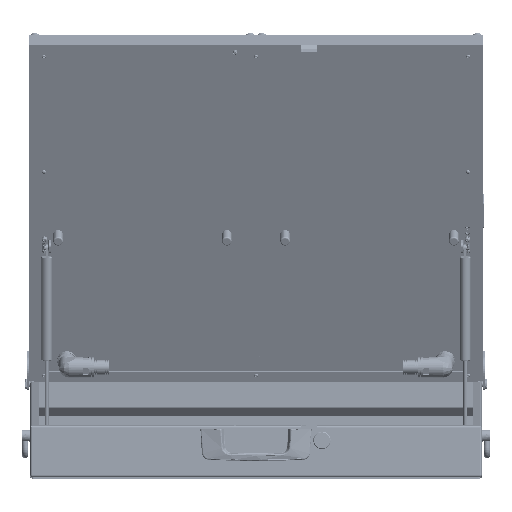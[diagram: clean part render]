
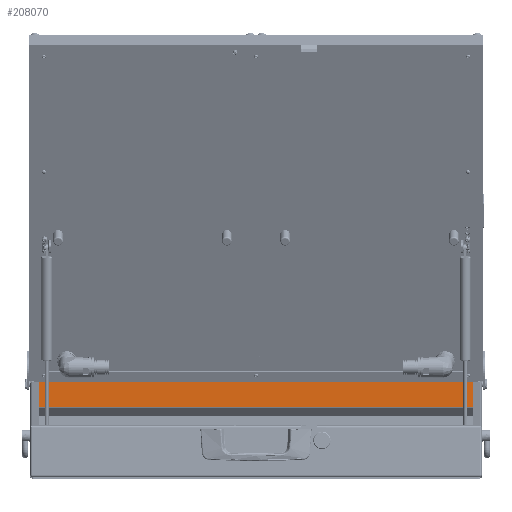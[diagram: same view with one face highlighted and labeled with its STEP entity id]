
A CAD part, top view. The second image highlights one B-rep face of the part: STEP entity #208070.
In plain terms, the highlighted planar face has unit normal (0, 0, 1).
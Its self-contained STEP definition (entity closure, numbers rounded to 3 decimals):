
#2118 = EDGE_CURVE ( 'NONE', #114303, #202463, #127558, .T. ) ;
#2233 = VECTOR ( 'NONE', #31700, 1000. ) ;
#9303 = CARTESIAN_POINT ( 'NONE',  ( -323., 138.404, -255. ) ) ;
#18038 = DIRECTION ( 'NONE',  ( 1., 0., 0. ) ) ;
#18423 = LINE ( 'NONE', #195159, #2233 ) ;
#19048 = AXIS2_PLACEMENT_3D ( 'NONE', #43797, #97466, #24715 ) ;
#19223 = LINE ( 'NONE', #112259, #192582 ) ;
#22191 = DIRECTION ( 'NONE',  ( 0., -1., 0. ) ) ;
#24715 = DIRECTION ( 'NONE',  ( -1., 0., 0. ) ) ;
#28885 = CARTESIAN_POINT ( 'NONE',  ( 323., 138.404, -255. ) ) ;
#31700 = DIRECTION ( 'NONE',  ( 0., -1., 0. ) ) ;
#36803 = CARTESIAN_POINT ( 'NONE',  ( 323., 138.404, -255. ) ) ;
#43797 = CARTESIAN_POINT ( 'NONE',  ( 323., 138.404, -255. ) ) ;
#49376 = EDGE_CURVE ( 'NONE', #148061, #143594, #111698, .T. ) ;
#53155 = VECTOR ( 'NONE', #63045, 1000. ) ;
#63045 = DIRECTION ( 'NONE',  ( 0., -1., 0. ) ) ;
#66960 = CARTESIAN_POINT ( 'NONE',  ( 323., 138.404, -255. ) ) ;
#71524 = EDGE_CURVE ( 'NONE', #174925, #113822, #18423, .T. ) ;
#74681 = ORIENTED_EDGE ( 'NONE', *, *, #176673, .T. ) ;
#76256 = EDGE_CURVE ( 'NONE', #114303, #148061, #193505, .T. ) ;
#78734 = VECTOR ( 'NONE', #22191, 1000. ) ;
#83661 = CARTESIAN_POINT ( 'NONE',  ( -323., 138.404, -255. ) ) ;
#95936 = CARTESIAN_POINT ( 'NONE',  ( -323., 102.414, -255. ) ) ;
#97466 = DIRECTION ( 'NONE',  ( 0., 0., -1. ) ) ;
#103976 = DIRECTION ( 'NONE',  ( 0., -1., 0. ) ) ;
#109349 = CARTESIAN_POINT ( 'NONE',  ( 323., 140., -255. ) ) ;
#109577 = DIRECTION ( 'NONE',  ( -1., 0., 0. ) ) ;
#111698 = LINE ( 'NONE', #109349, #78734 ) ;
#112259 = CARTESIAN_POINT ( 'NONE',  ( 323., 102.414, -255. ) ) ;
#113822 = VERTEX_POINT ( 'NONE', #95936 ) ;
#114303 = VERTEX_POINT ( 'NONE', #66960 ) ;
#116674 = ORIENTED_EDGE ( 'NONE', *, *, #71524, .T. ) ;
#120812 = VECTOR ( 'NONE', #103976, 1000. ) ;
#122638 = ORIENTED_EDGE ( 'NONE', *, *, #76256, .F. ) ;
#127558 = LINE ( 'NONE', #36803, #193262 ) ;
#139364 = LINE ( 'NONE', #9303, #53155 ) ;
#143594 = VERTEX_POINT ( 'NONE', #174201 ) ;
#148061 = VERTEX_POINT ( 'NONE', #162378 ) ;
#150079 = PLANE ( 'NONE',  #19048 ) ;
#162378 = CARTESIAN_POINT ( 'NONE',  ( 323., 138.158, -255. ) ) ;
#171279 = ORIENTED_EDGE ( 'NONE', *, *, #207020, .T. ) ;
#174201 = CARTESIAN_POINT ( 'NONE',  ( 323., 102.414, -255. ) ) ;
#174925 = VERTEX_POINT ( 'NONE', #198163 ) ;
#176673 = EDGE_CURVE ( 'NONE', #113822, #143594, #19223, .T. ) ;
#192582 = VECTOR ( 'NONE', #18038, 1000. ) ;
#193262 = VECTOR ( 'NONE', #109577, 1000. ) ;
#193505 = LINE ( 'NONE', #28885, #120812 ) ;
#195159 = CARTESIAN_POINT ( 'NONE',  ( -323., 138.404, -255. ) ) ;
#198163 = CARTESIAN_POINT ( 'NONE',  ( -323., 138.158, -255. ) ) ;
#202463 = VERTEX_POINT ( 'NONE', #83661 ) ;
#207020 = EDGE_CURVE ( 'NONE', #202463, #174925, #139364, .T. ) ;
#207215 = FACE_OUTER_BOUND ( 'NONE', #235253, .T. ) ;
#208070 = ADVANCED_FACE ( 'NONE', ( #207215 ), #150079, .F. ) ;
#221002 = ORIENTED_EDGE ( 'NONE', *, *, #49376, .F. ) ;
#223447 = ORIENTED_EDGE ( 'NONE', *, *, #2118, .T. ) ;
#235253 = EDGE_LOOP ( 'NONE', ( #116674, #74681, #221002, #122638, #223447, #171279 ) ) ;
